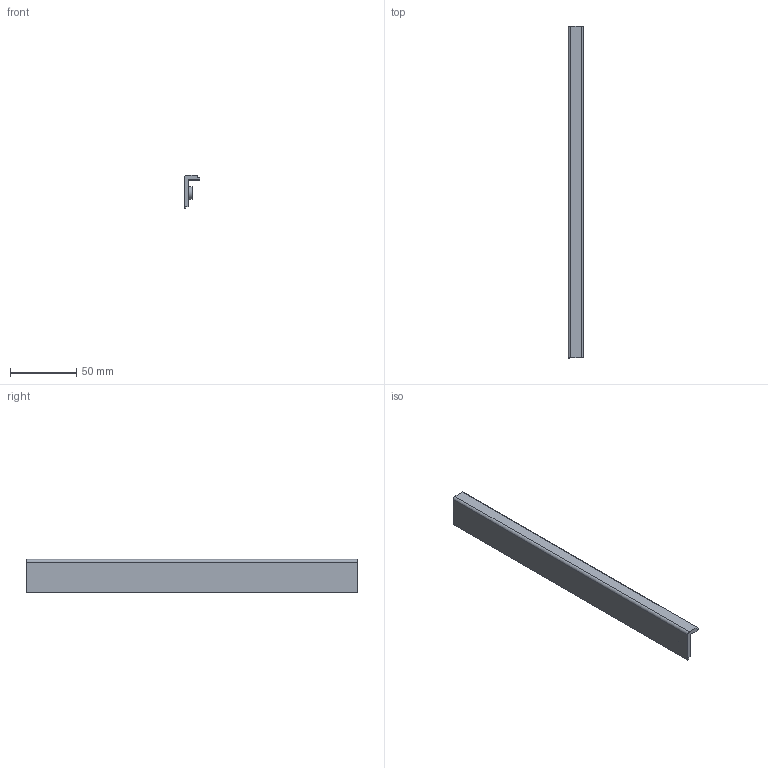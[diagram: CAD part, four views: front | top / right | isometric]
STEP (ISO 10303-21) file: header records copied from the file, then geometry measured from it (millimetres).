
FILE_DESCRIPTION(('FreeCAD Model'),'2;1');
FILE_NAME('Open CASCADE Shape Model','2026-01-25T12:23:05',(''),(''), 'Open CASCADE STEP processor 7.8','FreeCAD','Unknown');
FILE_SCHEMA(('AUTOMOTIVE_DESIGN { 1 0 10303 214 1 1 1 1 }'));
Length unit declared in the file: millimetre
Products named in the file (1): ScaleAS33
Bounding box: 12 x 250 x 25 mm (x, y, z)
Volume: 26067.4 mm3; surface area: 18787.5 mm2
Topology: 1 solids, 1 shells, 85 faces, 216 edges, 135 vertices
Faces by surface type: plane 32, cylinder 25, bspline 24, cone 4
Full cylindrical faces by diameter (mm): 3.322 x4, 9.6 x2
Entity records: 9706 total; most frequent: CARTESIAN_POINT 5605, DIRECTION 682, LINE 450, VECTOR 450, ORIENTED_EDGE 428, PCURVE 428, DEFINITIONAL_REPRESENTATION 428, EDGE_CURVE 214
